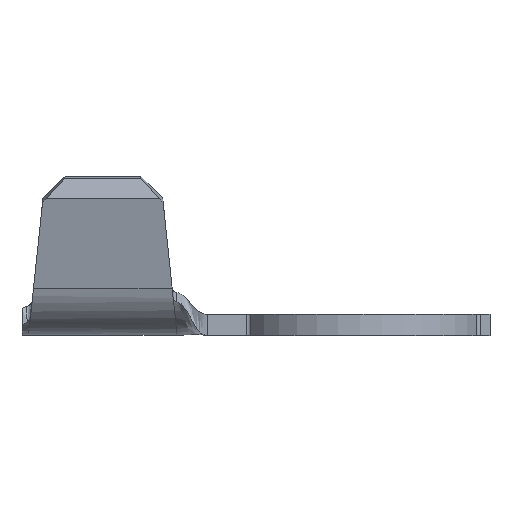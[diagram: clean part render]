
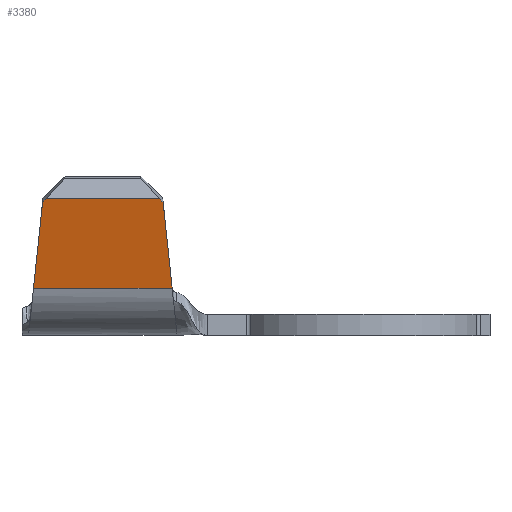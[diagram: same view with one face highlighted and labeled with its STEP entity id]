
A CAD part, top view. The second image highlights one B-rep face of the part: STEP entity #3380.
In plain terms, the highlighted planar face has unit normal (0, -0.217, 0.976).
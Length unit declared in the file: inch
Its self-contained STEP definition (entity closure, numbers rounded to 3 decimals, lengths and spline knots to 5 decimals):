
#61 = CARTESIAN_POINT ( 'NONE',  ( -0.48072, 0.20243, 0.11876 ) ) ;
#519 = ORIENTED_EDGE ( 'NONE', *, *, #3801, .F. ) ;
#761 = CARTESIAN_POINT ( 'NONE',  ( -0.29728, 0.20243, 0.11876 ) ) ;
#771 = AXIS2_PLACEMENT_3D ( 'NONE', #3378, #5901, #2906 ) ;
#967 = EDGE_CURVE ( 'NONE', #3737, #1900, #4456, .T. ) ;
#1019 = DIRECTION ( 'NONE',  ( -0.707, 0.69, 0.153 ) ) ;
#1247 = ORIENTED_EDGE ( 'NONE', *, *, #967, .T. ) ;
#1284 = CARTESIAN_POINT ( 'NONE',  ( -0.49451, 0.07131, 0.08965 ) ) ;
#1333 = CARTESIAN_POINT ( 'NONE',  ( -0.502, 0.07206, 0.08981 ) ) ;
#1336 = PLANE ( 'NONE',  #771 ) ;
#1446 = EDGE_CURVE ( 'NONE', #3278, #2375, #3911, .T. ) ;
#1515 = FACE_OUTER_BOUND ( 'NONE', #6412, .T. ) ;
#1772 = CARTESIAN_POINT ( 'NONE',  ( -0.55814, 0.12688, 0.10198 ) ) ;
#1900 = VERTEX_POINT ( 'NONE', #61 ) ;
#2268 = VECTOR ( 'NONE', #5308, 39.37008 ) ;
#2375 = VERTEX_POINT ( 'NONE', #3323 ) ;
#2460 = ORIENTED_EDGE ( 'NONE', *, *, #6329, .F. ) ;
#2465 = CARTESIAN_POINT ( 'NONE',  ( -0.30299, 0.20801, 0.12 ) ) ;
#2482 = VERTEX_POINT ( 'NONE', #2465 ) ;
#2528 = DIRECTION ( 'NONE',  ( 0.102, -0.971, -0.216 ) ) ;
#2906 = DIRECTION ( 'NONE',  ( 0., -0.976, -0.217 ) ) ;
#2945 = ORIENTED_EDGE ( 'NONE', *, *, #5872, .T. ) ;
#3195 = VECTOR ( 'NONE', #5495, 39.37008 ) ;
#3278 = VERTEX_POINT ( 'NONE', #761 ) ;
#3323 = CARTESIAN_POINT ( 'NONE',  ( -0.28357, 0.07206, 0.08981 ) ) ;
#3378 = CARTESIAN_POINT ( 'NONE',  ( -0.502, 0.07206, 0.08981 ) ) ;
#3380 = ADVANCED_FACE ( 'NONE', ( #1515 ), #1336, .T. ) ;
#3492 = ORIENTED_EDGE ( 'NONE', *, *, #1446, .F. ) ;
#3712 = ORIENTED_EDGE ( 'NONE', *, *, #5090, .T. ) ;
#3737 = VERTEX_POINT ( 'NONE', #6241 ) ;
#3772 = VECTOR ( 'NONE', #2528, 39.37008 ) ;
#3801 = EDGE_CURVE ( 'NONE', #6238, #1900, #4851, .T. ) ;
#3886 = LINE ( 'NONE', #1333, #4206 ) ;
#3911 = LINE ( 'NONE', #6048, #3772 ) ;
#4074 = CARTESIAN_POINT ( 'NONE',  ( -0.33289, 0.23719, 0.12648 ) ) ;
#4206 = VECTOR ( 'NONE', #5380, 39.37008 ) ;
#4324 = DIRECTION ( 'NONE',  ( 0.102, 0.971, 0.216 ) ) ;
#4341 = LINE ( 'NONE', #4485, #3195 ) ;
#4456 = LINE ( 'NONE', #1772, #2268 ) ;
#4485 = CARTESIAN_POINT ( 'NONE',  ( -0.502, 0.20801, 0.12 ) ) ;
#4681 = VECTOR ( 'NONE', #1019, 39.37008 ) ;
#4851 = LINE ( 'NONE', #1284, #6206 ) ;
#5090 = EDGE_CURVE ( 'NONE', #3278, #2482, #5866, .T. ) ;
#5308 = DIRECTION ( 'NONE',  ( -0.707, -0.69, -0.153 ) ) ;
#5380 = DIRECTION ( 'NONE',  ( 1., 0., 0. ) ) ;
#5495 = DIRECTION ( 'NONE',  ( 1., 0., 0. ) ) ;
#5630 = CARTESIAN_POINT ( 'NONE',  ( -0.49443, 0.07206, 0.08981 ) ) ;
#5866 = LINE ( 'NONE', #4074, #4681 ) ;
#5872 = EDGE_CURVE ( 'NONE', #6238, #2375, #3886, .T. ) ;
#5901 = DIRECTION ( 'NONE',  ( 0., -0.217, 0.976 ) ) ;
#6048 = CARTESIAN_POINT ( 'NONE',  ( -0.28585, 0.09371, 0.09462 ) ) ;
#6206 = VECTOR ( 'NONE', #4324, 39.37008 ) ;
#6238 = VERTEX_POINT ( 'NONE', #5630 ) ;
#6241 = CARTESIAN_POINT ( 'NONE',  ( -0.47501, 0.20801, 0.12 ) ) ;
#6329 = EDGE_CURVE ( 'NONE', #3737, #2482, #4341, .T. ) ;
#6412 = EDGE_LOOP ( 'NONE', ( #3492, #3712, #2460, #1247, #519, #2945 ) ) ;
